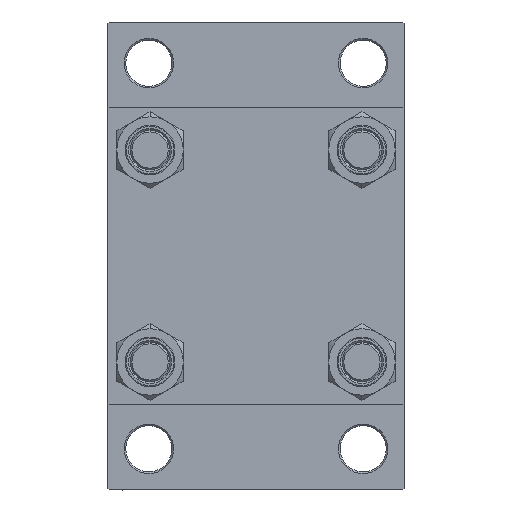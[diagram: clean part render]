
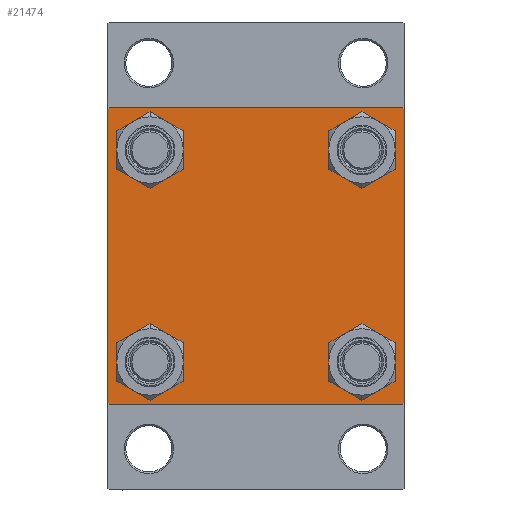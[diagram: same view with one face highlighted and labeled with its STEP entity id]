
A CAD part, left-side view. The second image highlights one B-rep face of the part: STEP entity #21474.
In plain terms, the highlighted planar face has unit normal (-1, 0, 0).
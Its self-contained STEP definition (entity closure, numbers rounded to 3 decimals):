
#621 = DIRECTION ( 'NONE',  ( 0., -0.707, 0.707 ) ) ;
#638 = DIRECTION ( 'NONE',  ( 0., 0., 1. ) ) ;
#819 = EDGE_CURVE ( 'NONE', #8573, #1912, #9046, .T. ) ;
#1124 = AXIS2_PLACEMENT_3D ( 'NONE', #26800, #12552, #45117 ) ;
#1159 = ORIENTED_EDGE ( 'NONE', *, *, #24595, .T. ) ;
#1912 = VERTEX_POINT ( 'NONE', #37714 ) ;
#1950 = LINE ( 'NONE', #26556, #29588 ) ;
#2797 = LINE ( 'NONE', #39950, #27501 ) ;
#3691 = EDGE_CURVE ( 'NONE', #13310, #18529, #35960, .T. ) ;
#4592 = CIRCLE ( 'NONE', #24652, 6.5 ) ;
#4954 = LINE ( 'NONE', #44499, #40076 ) ;
#5565 = CIRCLE ( 'NONE', #23268, 6.5 ) ;
#5688 = FACE_BOUND ( 'NONE', #41441, .T. ) ;
#5922 = FACE_BOUND ( 'NONE', #40438, .T. ) ;
#5931 = CARTESIAN_POINT ( 'NONE',  ( 0., 32.15, 38.65 ) ) ;
#6382 = DIRECTION ( 'NONE',  ( 0., 0., 1. ) ) ;
#6613 = CARTESIAN_POINT ( 'NONE',  ( 0., 32.15, 32.15 ) ) ;
#6988 = EDGE_CURVE ( 'NONE', #1912, #17433, #47464, .T. ) ;
#7398 = CARTESIAN_POINT ( 'NONE',  ( 0., -32.15, -32.15 ) ) ;
#7900 = AXIS2_PLACEMENT_3D ( 'NONE', #13402, #10496, #39467 ) ;
#7991 = ORIENTED_EDGE ( 'NONE', *, *, #28526, .F. ) ;
#8306 = AXIS2_PLACEMENT_3D ( 'NONE', #27079, #9210, #16913 ) ;
#8573 = VERTEX_POINT ( 'NONE', #42231 ) ;
#9046 = LINE ( 'NONE', #12656, #15817 ) ;
#9210 = DIRECTION ( 'NONE',  ( 1., 0., 0. ) ) ;
#9735 = EDGE_LOOP ( 'NONE', ( #43888, #27662, #9855, #11042, #7991, #11211, #20682, #42384 ) ) ;
#9855 = ORIENTED_EDGE ( 'NONE', *, *, #24626, .T. ) ;
#10101 = CIRCLE ( 'NONE', #40877, 6.5 ) ;
#10496 = DIRECTION ( 'NONE',  ( -1., 0., 0. ) ) ;
#11042 = ORIENTED_EDGE ( 'NONE', *, *, #15475, .T. ) ;
#11211 = ORIENTED_EDGE ( 'NONE', *, *, #29108, .T. ) ;
#11276 = DIRECTION ( 'NONE',  ( 0., 0., 1. ) ) ;
#12552 = DIRECTION ( 'NONE',  ( 1., 0., 0. ) ) ;
#12656 = CARTESIAN_POINT ( 'NONE',  ( 0., 44.75, 44.75 ) ) ;
#12918 = AXIS2_PLACEMENT_3D ( 'NONE', #37138, #14456, #25797 ) ;
#13310 = VERTEX_POINT ( 'NONE', #13883 ) ;
#13402 = CARTESIAN_POINT ( 'NONE',  ( 0., 0., 0. ) ) ;
#13499 = CARTESIAN_POINT ( 'NONE',  ( 0., -45., -44.5 ) ) ;
#13703 = VERTEX_POINT ( 'NONE', #39320 ) ;
#13883 = CARTESIAN_POINT ( 'NONE',  ( 0., -32.15, -25.65 ) ) ;
#14456 = DIRECTION ( 'NONE',  ( 1., 0., 0. ) ) ;
#14606 = EDGE_CURVE ( 'NONE', #13703, #29066, #4592, .T. ) ;
#14788 = CARTESIAN_POINT ( 'NONE',  ( 0., -32.15, -38.65 ) ) ;
#15116 = AXIS2_PLACEMENT_3D ( 'NONE', #44314, #47465, #11276 ) ;
#15163 = VERTEX_POINT ( 'NONE', #33968 ) ;
#15226 = DIRECTION ( 'NONE',  ( 0., 0., -1. ) ) ;
#15337 = DIRECTION ( 'NONE',  ( 0., -1., 0. ) ) ;
#15355 = DIRECTION ( 'NONE',  ( 0., -0.707, -0.707 ) ) ;
#15475 = EDGE_CURVE ( 'NONE', #23784, #43731, #4954, .T. ) ;
#15523 = VERTEX_POINT ( 'NONE', #24483 ) ;
#15817 = VECTOR ( 'NONE', #23526, 1000. ) ;
#15837 = VERTEX_POINT ( 'NONE', #29221 ) ;
#16782 = VECTOR ( 'NONE', #47700, 1000. ) ;
#16913 = DIRECTION ( 'NONE',  ( 0., 0., 1. ) ) ;
#17014 = DIRECTION ( 'NONE',  ( 0., 0., 1. ) ) ;
#17433 = VERTEX_POINT ( 'NONE', #19658 ) ;
#18222 = DIRECTION ( 'NONE',  ( 0., 0.707, 0.707 ) ) ;
#18256 = DIRECTION ( 'NONE',  ( 1., 0., 0. ) ) ;
#18292 = CARTESIAN_POINT ( 'NONE',  ( 0., 45., 45. ) ) ;
#18529 = VERTEX_POINT ( 'NONE', #14788 ) ;
#19658 = CARTESIAN_POINT ( 'NONE',  ( 0., 45., -44.5 ) ) ;
#20000 = EDGE_LOOP ( 'NONE', ( #35690, #24308 ) ) ;
#20078 = CARTESIAN_POINT ( 'NONE',  ( 0., 32.15, -25.65 ) ) ;
#20169 = CARTESIAN_POINT ( 'NONE',  ( 0., 32.15, -32.15 ) ) ;
#20300 = EDGE_CURVE ( 'NONE', #18529, #13310, #5565, .T. ) ;
#20401 = FACE_BOUND ( 'NONE', #20000, .T. ) ;
#20641 = FACE_OUTER_BOUND ( 'NONE', #9735, .T. ) ;
#20682 = ORIENTED_EDGE ( 'NONE', *, *, #21348, .F. ) ;
#21348 = EDGE_CURVE ( 'NONE', #8573, #15523, #44287, .T. ) ;
#21474 = ADVANCED_FACE ( 'NONE', ( #42113, #5688, #20401, #5922, #20641 ), #47163, .T. ) ;
#22538 = VECTOR ( 'NONE', #15337, 1000. ) ;
#22966 = LINE ( 'NONE', #29253, #24444 ) ;
#23093 = CARTESIAN_POINT ( 'NONE',  ( 0., 44.75, -44.75 ) ) ;
#23268 = AXIS2_PLACEMENT_3D ( 'NONE', #7398, #18256, #638 ) ;
#23526 = DIRECTION ( 'NONE',  ( 0., 0.707, -0.707 ) ) ;
#23708 = CIRCLE ( 'NONE', #8306, 6.5 ) ;
#23784 = VERTEX_POINT ( 'NONE', #36881 ) ;
#23809 = CIRCLE ( 'NONE', #46135, 6.5 ) ;
#24308 = ORIENTED_EDGE ( 'NONE', *, *, #37350, .T. ) ;
#24431 = ORIENTED_EDGE ( 'NONE', *, *, #14606, .T. ) ;
#24444 = VECTOR ( 'NONE', #15226, 1000. ) ;
#24483 = CARTESIAN_POINT ( 'NONE',  ( 0., -44.5, 45. ) ) ;
#24595 = EDGE_CURVE ( 'NONE', #29066, #13703, #47310, .T. ) ;
#24626 = EDGE_CURVE ( 'NONE', #42422, #23784, #1950, .T. ) ;
#24652 = AXIS2_PLACEMENT_3D ( 'NONE', #6613, #40144, #6382 ) ;
#25671 = CARTESIAN_POINT ( 'NONE',  ( 0., -32.15, 25.65 ) ) ;
#25755 = ORIENTED_EDGE ( 'NONE', *, *, #41859, .T. ) ;
#25757 = LINE ( 'NONE', #23093, #34033 ) ;
#25797 = DIRECTION ( 'NONE',  ( 0., 0., 1. ) ) ;
#26242 = VERTEX_POINT ( 'NONE', #20078 ) ;
#26452 = CARTESIAN_POINT ( 'NONE',  ( 0., 45., 45. ) ) ;
#26556 = CARTESIAN_POINT ( 'NONE',  ( 0., 45., -45. ) ) ;
#26800 = CARTESIAN_POINT ( 'NONE',  ( 0., 32.15, 32.15 ) ) ;
#26837 = CARTESIAN_POINT ( 'NONE',  ( 0., 44.5, -45. ) ) ;
#27079 = CARTESIAN_POINT ( 'NONE',  ( 0., 32.15, -32.15 ) ) ;
#27143 = VERTEX_POINT ( 'NONE', #29463 ) ;
#27433 = DIRECTION ( 'NONE',  ( 1., 0., 0. ) ) ;
#27464 = EDGE_LOOP ( 'NONE', ( #34534, #25755 ) ) ;
#27501 = VECTOR ( 'NONE', #18222, 1000. ) ;
#27662 = ORIENTED_EDGE ( 'NONE', *, *, #47656, .T. ) ;
#28526 = EDGE_CURVE ( 'NONE', #15163, #43731, #22966, .T. ) ;
#29066 = VERTEX_POINT ( 'NONE', #5931 ) ;
#29108 = EDGE_CURVE ( 'NONE', #15163, #15523, #2797, .T. ) ;
#29112 = CIRCLE ( 'NONE', #12918, 6.5 ) ;
#29221 = CARTESIAN_POINT ( 'NONE',  ( 0., 32.15, -38.65 ) ) ;
#29253 = CARTESIAN_POINT ( 'NONE',  ( 0., -45., 45. ) ) ;
#29463 = CARTESIAN_POINT ( 'NONE',  ( 0., -32.15, 38.65 ) ) ;
#29588 = VECTOR ( 'NONE', #41264, 1000. ) ;
#30496 = EDGE_CURVE ( 'NONE', #26242, #15837, #23708, .T. ) ;
#30585 = CARTESIAN_POINT ( 'NONE',  ( 0., -32.15, 32.15 ) ) ;
#30695 = VERTEX_POINT ( 'NONE', #25671 ) ;
#33411 = ORIENTED_EDGE ( 'NONE', *, *, #20300, .T. ) ;
#33968 = CARTESIAN_POINT ( 'NONE',  ( 0., -45., 44.5 ) ) ;
#34033 = VECTOR ( 'NONE', #15355, 1000. ) ;
#34534 = ORIENTED_EDGE ( 'NONE', *, *, #34630, .T. ) ;
#34630 = EDGE_CURVE ( 'NONE', #27143, #30695, #29112, .T. ) ;
#35690 = ORIENTED_EDGE ( 'NONE', *, *, #30496, .T. ) ;
#35960 = CIRCLE ( 'NONE', #15116, 6.5 ) ;
#36881 = CARTESIAN_POINT ( 'NONE',  ( 0., -44.5, -45. ) ) ;
#37138 = CARTESIAN_POINT ( 'NONE',  ( 0., -32.15, 32.15 ) ) ;
#37350 = EDGE_CURVE ( 'NONE', #15837, #26242, #23809, .T. ) ;
#37714 = CARTESIAN_POINT ( 'NONE',  ( 0., 45., 44.5 ) ) ;
#38263 = DIRECTION ( 'NONE',  ( 1., 0., 0. ) ) ;
#39320 = CARTESIAN_POINT ( 'NONE',  ( 0., 32.15, 25.65 ) ) ;
#39467 = DIRECTION ( 'NONE',  ( 0., 0., 1. ) ) ;
#39797 = ORIENTED_EDGE ( 'NONE', *, *, #3691, .T. ) ;
#39950 = CARTESIAN_POINT ( 'NONE',  ( 0., -44.75, 44.75 ) ) ;
#40076 = VECTOR ( 'NONE', #621, 1000. ) ;
#40144 = DIRECTION ( 'NONE',  ( 1., 0., 0. ) ) ;
#40438 = EDGE_LOOP ( 'NONE', ( #1159, #24431 ) ) ;
#40877 = AXIS2_PLACEMENT_3D ( 'NONE', #30585, #27433, #45270 ) ;
#41264 = DIRECTION ( 'NONE',  ( 0., -1., 0. ) ) ;
#41441 = EDGE_LOOP ( 'NONE', ( #39797, #33411 ) ) ;
#41859 = EDGE_CURVE ( 'NONE', #30695, #27143, #10101, .T. ) ;
#42113 = FACE_BOUND ( 'NONE', #27464, .T. ) ;
#42231 = CARTESIAN_POINT ( 'NONE',  ( 0., 44.5, 45. ) ) ;
#42384 = ORIENTED_EDGE ( 'NONE', *, *, #819, .T. ) ;
#42422 = VERTEX_POINT ( 'NONE', #26837 ) ;
#43731 = VERTEX_POINT ( 'NONE', #13499 ) ;
#43888 = ORIENTED_EDGE ( 'NONE', *, *, #6988, .T. ) ;
#44287 = LINE ( 'NONE', #26452, #22538 ) ;
#44314 = CARTESIAN_POINT ( 'NONE',  ( 0., -32.15, -32.15 ) ) ;
#44499 = CARTESIAN_POINT ( 'NONE',  ( 0., -44.75, -44.75 ) ) ;
#45117 = DIRECTION ( 'NONE',  ( 0., 0., 1. ) ) ;
#45270 = DIRECTION ( 'NONE',  ( 0., 0., 1. ) ) ;
#46135 = AXIS2_PLACEMENT_3D ( 'NONE', #20169, #38263, #17014 ) ;
#47163 = PLANE ( 'NONE',  #7900 ) ;
#47310 = CIRCLE ( 'NONE', #1124, 6.5 ) ;
#47464 = LINE ( 'NONE', #18292, #16782 ) ;
#47465 = DIRECTION ( 'NONE',  ( 1., 0., 0. ) ) ;
#47656 = EDGE_CURVE ( 'NONE', #17433, #42422, #25757, .T. ) ;
#47700 = DIRECTION ( 'NONE',  ( 0., 0., -1. ) ) ;
